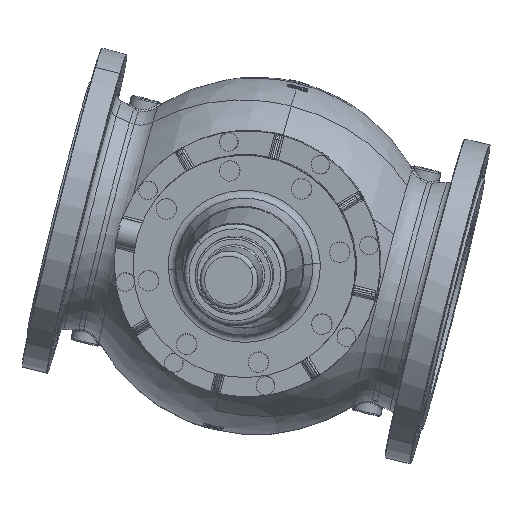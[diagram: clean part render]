
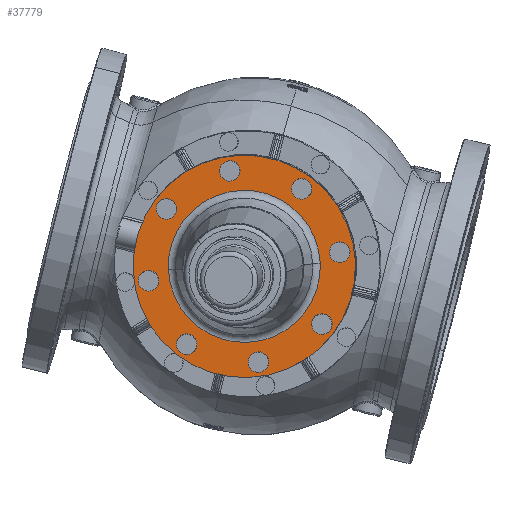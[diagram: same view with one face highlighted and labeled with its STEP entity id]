
A CAD part, top view. The second image highlights one B-rep face of the part: STEP entity #37779.
In plain terms, the highlighted face is planar.
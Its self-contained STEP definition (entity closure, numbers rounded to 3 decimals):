
#37522=CARTESIAN_POINT('Vertex',(110.348,32.377,396.)) ;
#37525=CARTESIAN_POINT('Axis2P3D Location',(0.,0.,396.)) ;
#37529=CARTESIAN_POINT('Vertex',(-110.348,-32.377,396.)) ;
#37550=CARTESIAN_POINT('Axis2P3D Location',(0.,0.,396.)) ;
#37608=CARTESIAN_POINT('Axis2P3D Location',(55.606,55.606,396.)) ;
#37617=CARTESIAN_POINT('Axis2P3D Location',(-92.388,38.268,396.)) ;
#37621=CARTESIAN_POINT('Vertex',(-81.888,38.268,396.)) ;
#37623=CARTESIAN_POINT('Vertex',(-102.888,38.268,396.)) ;
#37626=CARTESIAN_POINT('Axis2P3D Location',(-92.388,38.268,396.)) ;
#37635=CARTESIAN_POINT('Axis2P3D Location',(0.,0.,396.)) ;
#37639=CARTESIAN_POINT('Vertex',(-75.458,-22.14,396.)) ;
#37641=CARTESIAN_POINT('Vertex',(75.458,22.14,396.)) ;
#37644=CARTESIAN_POINT('Axis2P3D Location',(0.,0.,396.)) ;
#37653=CARTESIAN_POINT('Axis2P3D Location',(-92.388,-38.268,396.)) ;
#37657=CARTESIAN_POINT('Vertex',(-99.813,-45.693,396.)) ;
#37659=CARTESIAN_POINT('Vertex',(-84.963,-30.844,396.)) ;
#37662=CARTESIAN_POINT('Axis2P3D Location',(-92.388,-38.268,396.)) ;
#37671=CARTESIAN_POINT('Axis2P3D Location',(-38.268,-92.388,396.)) ;
#37675=CARTESIAN_POINT('Vertex',(-38.268,-102.888,396.)) ;
#37677=CARTESIAN_POINT('Vertex',(-38.268,-81.888,396.)) ;
#37680=CARTESIAN_POINT('Axis2P3D Location',(-38.268,-92.388,396.)) ;
#37689=CARTESIAN_POINT('Axis2P3D Location',(38.268,-92.388,396.)) ;
#37693=CARTESIAN_POINT('Vertex',(45.693,-99.813,396.)) ;
#37695=CARTESIAN_POINT('Vertex',(30.844,-84.963,396.)) ;
#37698=CARTESIAN_POINT('Axis2P3D Location',(38.268,-92.388,396.)) ;
#37707=CARTESIAN_POINT('Axis2P3D Location',(92.388,-38.268,396.)) ;
#37711=CARTESIAN_POINT('Vertex',(102.888,-38.268,396.)) ;
#37713=CARTESIAN_POINT('Vertex',(81.888,-38.268,396.)) ;
#37716=CARTESIAN_POINT('Axis2P3D Location',(92.388,-38.268,396.)) ;
#37725=CARTESIAN_POINT('Axis2P3D Location',(92.388,38.268,396.)) ;
#37729=CARTESIAN_POINT('Vertex',(99.813,45.693,396.)) ;
#37731=CARTESIAN_POINT('Vertex',(84.963,30.844,396.)) ;
#37734=CARTESIAN_POINT('Axis2P3D Location',(92.388,38.268,396.)) ;
#37743=CARTESIAN_POINT('Axis2P3D Location',(38.268,92.388,396.)) ;
#37747=CARTESIAN_POINT('Vertex',(38.268,102.888,396.)) ;
#37749=CARTESIAN_POINT('Vertex',(38.268,81.888,396.)) ;
#37752=CARTESIAN_POINT('Axis2P3D Location',(38.268,92.388,396.)) ;
#37761=CARTESIAN_POINT('Axis2P3D Location',(-38.268,92.388,396.)) ;
#37765=CARTESIAN_POINT('Vertex',(-45.693,99.813,396.)) ;
#37767=CARTESIAN_POINT('Vertex',(-30.844,84.963,396.)) ;
#37770=CARTESIAN_POINT('Axis2P3D Location',(-38.268,92.388,396.)) ;
#37526=DIRECTION('Axis2P3D Direction',(0.,0.,-1.)) ;
#37551=DIRECTION('Axis2P3D Direction',(-0.,0.,-1.)) ;
#37609=DIRECTION('Axis2P3D Direction',(0.,-0.,-1.)) ;
#37610=DIRECTION('Axis2P3D XDirection',(0.707,-0.707,0.)) ;
#37618=DIRECTION('Axis2P3D Direction',(0.,-0.,-1.)) ;
#37627=DIRECTION('Axis2P3D Direction',(0.,-0.,-1.)) ;
#37636=DIRECTION('Axis2P3D Direction',(0.,-0.,-1.)) ;
#37645=DIRECTION('Axis2P3D Direction',(0.,-0.,-1.)) ;
#37654=DIRECTION('Axis2P3D Direction',(0.,-0.,-1.)) ;
#37663=DIRECTION('Axis2P3D Direction',(0.,-0.,-1.)) ;
#37672=DIRECTION('Axis2P3D Direction',(0.,-0.,-1.)) ;
#37681=DIRECTION('Axis2P3D Direction',(0.,-0.,-1.)) ;
#37690=DIRECTION('Axis2P3D Direction',(0.,-0.,-1.)) ;
#37699=DIRECTION('Axis2P3D Direction',(0.,-0.,-1.)) ;
#37708=DIRECTION('Axis2P3D Direction',(0.,-0.,-1.)) ;
#37717=DIRECTION('Axis2P3D Direction',(0.,-0.,-1.)) ;
#37726=DIRECTION('Axis2P3D Direction',(0.,-0.,-1.)) ;
#37735=DIRECTION('Axis2P3D Direction',(0.,-0.,-1.)) ;
#37744=DIRECTION('Axis2P3D Direction',(0.,-0.,-1.)) ;
#37753=DIRECTION('Axis2P3D Direction',(0.,-0.,-1.)) ;
#37762=DIRECTION('Axis2P3D Direction',(0.,-0.,-1.)) ;
#37771=DIRECTION('Axis2P3D Direction',(0.,-0.,-1.)) ;
#37527=AXIS2_PLACEMENT_3D('Circle Axis2P3D',#37525,#37526,$) ;
#37552=AXIS2_PLACEMENT_3D('Circle Axis2P3D',#37550,#37551,$) ;
#37611=AXIS2_PLACEMENT_3D('Plane Axis2P3D',#37608,#37609,#37610) ;
#37619=AXIS2_PLACEMENT_3D('Circle Axis2P3D',#37617,#37618,$) ;
#37628=AXIS2_PLACEMENT_3D('Circle Axis2P3D',#37626,#37627,$) ;
#37637=AXIS2_PLACEMENT_3D('Circle Axis2P3D',#37635,#37636,$) ;
#37646=AXIS2_PLACEMENT_3D('Circle Axis2P3D',#37644,#37645,$) ;
#37655=AXIS2_PLACEMENT_3D('Circle Axis2P3D',#37653,#37654,$) ;
#37664=AXIS2_PLACEMENT_3D('Circle Axis2P3D',#37662,#37663,$) ;
#37673=AXIS2_PLACEMENT_3D('Circle Axis2P3D',#37671,#37672,$) ;
#37682=AXIS2_PLACEMENT_3D('Circle Axis2P3D',#37680,#37681,$) ;
#37691=AXIS2_PLACEMENT_3D('Circle Axis2P3D',#37689,#37690,$) ;
#37700=AXIS2_PLACEMENT_3D('Circle Axis2P3D',#37698,#37699,$) ;
#37709=AXIS2_PLACEMENT_3D('Circle Axis2P3D',#37707,#37708,$) ;
#37718=AXIS2_PLACEMENT_3D('Circle Axis2P3D',#37716,#37717,$) ;
#37727=AXIS2_PLACEMENT_3D('Circle Axis2P3D',#37725,#37726,$) ;
#37736=AXIS2_PLACEMENT_3D('Circle Axis2P3D',#37734,#37735,$) ;
#37745=AXIS2_PLACEMENT_3D('Circle Axis2P3D',#37743,#37744,$) ;
#37754=AXIS2_PLACEMENT_3D('Circle Axis2P3D',#37752,#37753,$) ;
#37763=AXIS2_PLACEMENT_3D('Circle Axis2P3D',#37761,#37762,$) ;
#37772=AXIS2_PLACEMENT_3D('Circle Axis2P3D',#37770,#37771,$) ;
#37614=ORIENTED_EDGE('',*,*,#37531,.F.) ;
#37615=ORIENTED_EDGE('',*,*,#37554,.F.) ;
#37632=ORIENTED_EDGE('',*,*,#37625,.T.) ;
#37633=ORIENTED_EDGE('',*,*,#37630,.T.) ;
#37650=ORIENTED_EDGE('',*,*,#37643,.T.) ;
#37651=ORIENTED_EDGE('',*,*,#37648,.T.) ;
#37668=ORIENTED_EDGE('',*,*,#37661,.T.) ;
#37669=ORIENTED_EDGE('',*,*,#37666,.T.) ;
#37686=ORIENTED_EDGE('',*,*,#37679,.T.) ;
#37687=ORIENTED_EDGE('',*,*,#37684,.T.) ;
#37704=ORIENTED_EDGE('',*,*,#37697,.T.) ;
#37705=ORIENTED_EDGE('',*,*,#37702,.T.) ;
#37722=ORIENTED_EDGE('',*,*,#37715,.T.) ;
#37723=ORIENTED_EDGE('',*,*,#37720,.T.) ;
#37740=ORIENTED_EDGE('',*,*,#37733,.T.) ;
#37741=ORIENTED_EDGE('',*,*,#37738,.T.) ;
#37758=ORIENTED_EDGE('',*,*,#37751,.T.) ;
#37759=ORIENTED_EDGE('',*,*,#37756,.T.) ;
#37776=ORIENTED_EDGE('',*,*,#37769,.T.) ;
#37777=ORIENTED_EDGE('',*,*,#37774,.T.) ;
#37634=FACE_BOUND('',#37631,.T.) ;
#37652=FACE_BOUND('',#37649,.T.) ;
#37670=FACE_BOUND('',#37667,.T.) ;
#37688=FACE_BOUND('',#37685,.T.) ;
#37706=FACE_BOUND('',#37703,.T.) ;
#37724=FACE_BOUND('',#37721,.T.) ;
#37742=FACE_BOUND('',#37739,.T.) ;
#37760=FACE_BOUND('',#37757,.T.) ;
#37778=FACE_BOUND('',#37775,.T.) ;
#37779=ADVANCED_FACE('Brep With Voids',(#37616,#37634,#37652,#37670,#37688,#37706,#37724,#37742,#37760,#37778),#37612,.F.) ;
#37528=CIRCLE('generated circle',#37527,115.) ;
#37553=CIRCLE('generated circle',#37552,115.) ;
#37620=CIRCLE('generated circle',#37619,10.5) ;
#37629=CIRCLE('generated circle',#37628,10.5) ;
#37638=CIRCLE('generated circle',#37637,78.639) ;
#37647=CIRCLE('generated circle',#37646,78.639) ;
#37656=CIRCLE('generated circle',#37655,10.5) ;
#37665=CIRCLE('generated circle',#37664,10.5) ;
#37674=CIRCLE('generated circle',#37673,10.5) ;
#37683=CIRCLE('generated circle',#37682,10.5) ;
#37692=CIRCLE('generated circle',#37691,10.5) ;
#37701=CIRCLE('generated circle',#37700,10.5) ;
#37710=CIRCLE('generated circle',#37709,10.5) ;
#37719=CIRCLE('generated circle',#37718,10.5) ;
#37728=CIRCLE('generated circle',#37727,10.5) ;
#37737=CIRCLE('generated circle',#37736,10.5) ;
#37746=CIRCLE('generated circle',#37745,10.5) ;
#37755=CIRCLE('generated circle',#37754,10.5) ;
#37764=CIRCLE('generated circle',#37763,10.5) ;
#37773=CIRCLE('generated circle',#37772,10.5) ;
#37531=EDGE_CURVE('',#37523,#37530,#37528,.T.) ;
#37554=EDGE_CURVE('',#37530,#37523,#37553,.T.) ;
#37625=EDGE_CURVE('',#37622,#37624,#37620,.T.) ;
#37630=EDGE_CURVE('',#37624,#37622,#37629,.T.) ;
#37643=EDGE_CURVE('',#37640,#37642,#37638,.T.) ;
#37648=EDGE_CURVE('',#37642,#37640,#37647,.T.) ;
#37661=EDGE_CURVE('',#37658,#37660,#37656,.T.) ;
#37666=EDGE_CURVE('',#37660,#37658,#37665,.T.) ;
#37679=EDGE_CURVE('',#37676,#37678,#37674,.T.) ;
#37684=EDGE_CURVE('',#37678,#37676,#37683,.T.) ;
#37697=EDGE_CURVE('',#37694,#37696,#37692,.T.) ;
#37702=EDGE_CURVE('',#37696,#37694,#37701,.T.) ;
#37715=EDGE_CURVE('',#37712,#37714,#37710,.T.) ;
#37720=EDGE_CURVE('',#37714,#37712,#37719,.T.) ;
#37733=EDGE_CURVE('',#37730,#37732,#37728,.T.) ;
#37738=EDGE_CURVE('',#37732,#37730,#37737,.T.) ;
#37751=EDGE_CURVE('',#37748,#37750,#37746,.T.) ;
#37756=EDGE_CURVE('',#37750,#37748,#37755,.T.) ;
#37769=EDGE_CURVE('',#37766,#37768,#37764,.T.) ;
#37774=EDGE_CURVE('',#37768,#37766,#37773,.T.) ;
#37613=EDGE_LOOP('',(#37614,#37615)) ;
#37631=EDGE_LOOP('',(#37632,#37633)) ;
#37649=EDGE_LOOP('',(#37650,#37651)) ;
#37667=EDGE_LOOP('',(#37668,#37669)) ;
#37685=EDGE_LOOP('',(#37686,#37687)) ;
#37703=EDGE_LOOP('',(#37704,#37705)) ;
#37721=EDGE_LOOP('',(#37722,#37723)) ;
#37739=EDGE_LOOP('',(#37740,#37741)) ;
#37757=EDGE_LOOP('',(#37758,#37759)) ;
#37775=EDGE_LOOP('',(#37776,#37777)) ;
#37616=FACE_OUTER_BOUND('',#37613,.T.) ;
#37612=PLANE('',#37611) ;
#37523=VERTEX_POINT('',#37522) ;
#37530=VERTEX_POINT('',#37529) ;
#37622=VERTEX_POINT('',#37621) ;
#37624=VERTEX_POINT('',#37623) ;
#37640=VERTEX_POINT('',#37639) ;
#37642=VERTEX_POINT('',#37641) ;
#37658=VERTEX_POINT('',#37657) ;
#37660=VERTEX_POINT('',#37659) ;
#37676=VERTEX_POINT('',#37675) ;
#37678=VERTEX_POINT('',#37677) ;
#37694=VERTEX_POINT('',#37693) ;
#37696=VERTEX_POINT('',#37695) ;
#37712=VERTEX_POINT('',#37711) ;
#37714=VERTEX_POINT('',#37713) ;
#37730=VERTEX_POINT('',#37729) ;
#37732=VERTEX_POINT('',#37731) ;
#37748=VERTEX_POINT('',#37747) ;
#37750=VERTEX_POINT('',#37749) ;
#37766=VERTEX_POINT('',#37765) ;
#37768=VERTEX_POINT('',#37767) ;
